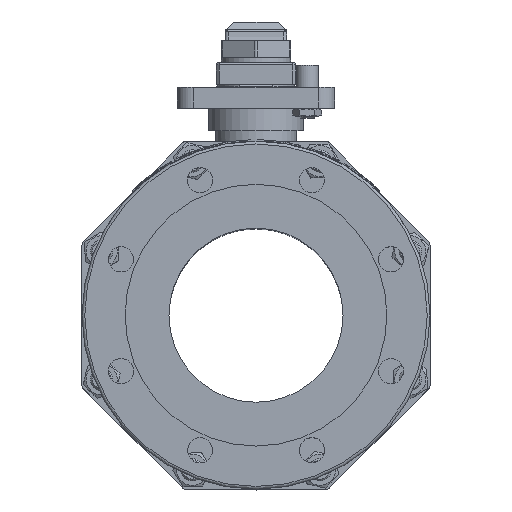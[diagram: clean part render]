
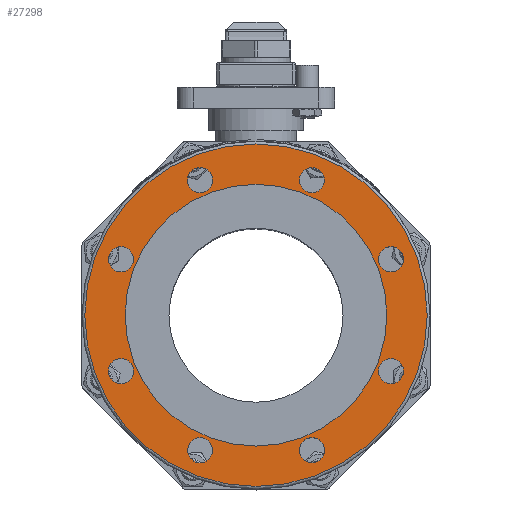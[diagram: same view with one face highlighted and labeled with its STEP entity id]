
A CAD part, top view. The second image highlights one B-rep face of the part: STEP entity #27298.
In plain terms, the highlighted planar face has unit normal (0, 0, 1).
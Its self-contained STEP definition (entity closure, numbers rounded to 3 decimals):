
#1966=FACE_BOUND('',#4791,.T.);
#1967=FACE_BOUND('',#4792,.T.);
#1968=FACE_BOUND('',#4793,.T.);
#1969=FACE_BOUND('',#4794,.T.);
#1970=FACE_BOUND('',#4795,.T.);
#1971=FACE_BOUND('',#4796,.T.);
#1972=FACE_BOUND('',#4797,.T.);
#1973=FACE_BOUND('',#4798,.T.);
#1974=FACE_BOUND('',#4799,.T.);
#3101=FACE_OUTER_BOUND('',#4790,.T.);
#4790=EDGE_LOOP('',(#20221));
#4791=EDGE_LOOP('',(#20222));
#4792=EDGE_LOOP('',(#20223));
#4793=EDGE_LOOP('',(#20224));
#4794=EDGE_LOOP('',(#20225));
#4795=EDGE_LOOP('',(#20226));
#4796=EDGE_LOOP('',(#20227));
#4797=EDGE_LOOP('',(#20228));
#4798=EDGE_LOOP('',(#20229));
#4799=EDGE_LOOP('',(#20230));
#9810=CIRCLE('',#28954,123.);
#9811=CIRCLE('',#28956,94.);
#9812=CIRCLE('',#28957,9.);
#9813=CIRCLE('',#28958,9.);
#9814=CIRCLE('',#28959,9.);
#9815=CIRCLE('',#28960,9.);
#9816=CIRCLE('',#28961,9.);
#9817=CIRCLE('',#28962,9.);
#9818=CIRCLE('',#28963,9.);
#9819=CIRCLE('',#28964,9.);
#11485=VERTEX_POINT('',#47864);
#11486=VERTEX_POINT('',#47867);
#11487=VERTEX_POINT('',#47869);
#11488=VERTEX_POINT('',#47871);
#11489=VERTEX_POINT('',#47873);
#11490=VERTEX_POINT('',#47875);
#11491=VERTEX_POINT('',#47877);
#11492=VERTEX_POINT('',#47879);
#11493=VERTEX_POINT('',#47881);
#11494=VERTEX_POINT('',#47883);
#14643=EDGE_CURVE('',#11485,#11485,#9810,.T.);
#14644=EDGE_CURVE('',#11486,#11486,#9811,.T.);
#14645=EDGE_CURVE('',#11487,#11487,#9812,.T.);
#14646=EDGE_CURVE('',#11488,#11488,#9813,.T.);
#14647=EDGE_CURVE('',#11489,#11489,#9814,.T.);
#14648=EDGE_CURVE('',#11490,#11490,#9815,.T.);
#14649=EDGE_CURVE('',#11491,#11491,#9816,.T.);
#14650=EDGE_CURVE('',#11492,#11492,#9817,.T.);
#14651=EDGE_CURVE('',#11493,#11493,#9818,.T.);
#14652=EDGE_CURVE('',#11494,#11494,#9819,.T.);
#20221=ORIENTED_EDGE('',*,*,#14643,.F.);
#20222=ORIENTED_EDGE('',*,*,#14644,.T.);
#20223=ORIENTED_EDGE('',*,*,#14645,.T.);
#20224=ORIENTED_EDGE('',*,*,#14646,.T.);
#20225=ORIENTED_EDGE('',*,*,#14647,.T.);
#20226=ORIENTED_EDGE('',*,*,#14648,.T.);
#20227=ORIENTED_EDGE('',*,*,#14649,.T.);
#20228=ORIENTED_EDGE('',*,*,#14650,.T.);
#20229=ORIENTED_EDGE('',*,*,#14651,.T.);
#20230=ORIENTED_EDGE('',*,*,#14652,.T.);
#24705=PLANE('',#28955);
#27298=ADVANCED_FACE('',(#3101,#1966,#1967,#1968,#1969,#1970,#1971,#1972,
#1973,#1974),#24705,.F.);
#28954=AXIS2_PLACEMENT_3D('',#47865,#32415,#32416);
#28955=AXIS2_PLACEMENT_3D('',#47866,#32417,#32418);
#28956=AXIS2_PLACEMENT_3D('',#47868,#32419,#32420);
#28957=AXIS2_PLACEMENT_3D('',#47870,#32421,#32422);
#28958=AXIS2_PLACEMENT_3D('',#47872,#32423,#32424);
#28959=AXIS2_PLACEMENT_3D('',#47874,#32425,#32426);
#28960=AXIS2_PLACEMENT_3D('',#47876,#32427,#32428);
#28961=AXIS2_PLACEMENT_3D('',#47878,#32429,#32430);
#28962=AXIS2_PLACEMENT_3D('',#47880,#32431,#32432);
#28963=AXIS2_PLACEMENT_3D('',#47882,#32433,#32434);
#28964=AXIS2_PLACEMENT_3D('',#47884,#32435,#32436);
#32415=DIRECTION('center_axis',(0.,0.,-1.));
#32416=DIRECTION('ref_axis',(1.,0.,0.));
#32417=DIRECTION('center_axis',(0.,0.,-1.));
#32418=DIRECTION('ref_axis',(-1.,0.,0.));
#32419=DIRECTION('center_axis',(0.,0.,-1.));
#32420=DIRECTION('ref_axis',(1.,0.,0.));
#32421=DIRECTION('center_axis',(0.,0.,-1.));
#32422=DIRECTION('ref_axis',(1.,0.,0.));
#32423=DIRECTION('center_axis',(0.,0.,-1.));
#32424=DIRECTION('ref_axis',(0.707,-0.707,0.));
#32425=DIRECTION('center_axis',(0.,0.,-1.));
#32426=DIRECTION('ref_axis',(0.,-1.,0.));
#32427=DIRECTION('center_axis',(0.,0.,-1.));
#32428=DIRECTION('ref_axis',(-0.707,-0.707,0.));
#32429=DIRECTION('center_axis',(0.,0.,-1.));
#32430=DIRECTION('ref_axis',(-1.,0.,0.));
#32431=DIRECTION('center_axis',(0.,0.,-1.));
#32432=DIRECTION('ref_axis',(-0.707,0.707,0.));
#32433=DIRECTION('center_axis',(0.,0.,-1.));
#32434=DIRECTION('ref_axis',(0.,1.,0.));
#32435=DIRECTION('center_axis',(0.,0.,-1.));
#32436=DIRECTION('ref_axis',(0.707,0.707,0.));
#47864=CARTESIAN_POINT('',(-123.,0.,322.));
#47865=CARTESIAN_POINT('Origin',(0.,0.,322.));
#47866=CARTESIAN_POINT('Origin',(0.,0.,
322.));
#47867=CARTESIAN_POINT('',(-94.,0.,322.));
#47868=CARTESIAN_POINT('Origin',(0.,0.,322.));
#47869=CARTESIAN_POINT('',(-106.007,40.182,322.));
#47870=CARTESIAN_POINT('Origin',(-97.007,40.182,322.));
#47871=CARTESIAN_POINT('',(-46.546,103.371,322.));
#47872=CARTESIAN_POINT('Origin',(-40.182,97.007,322.));
#47873=CARTESIAN_POINT('',(40.182,106.007,322.));
#47874=CARTESIAN_POINT('Origin',(40.182,97.007,322.));
#47875=CARTESIAN_POINT('',(103.371,46.546,322.));
#47876=CARTESIAN_POINT('Origin',(97.007,40.182,322.));
#47877=CARTESIAN_POINT('',(106.007,-40.182,322.));
#47878=CARTESIAN_POINT('Origin',(97.007,-40.182,322.));
#47879=CARTESIAN_POINT('',(46.546,-103.371,322.));
#47880=CARTESIAN_POINT('Origin',(40.182,-97.007,322.));
#47881=CARTESIAN_POINT('',(-40.182,-106.007,322.));
#47882=CARTESIAN_POINT('Origin',(-40.182,-97.007,322.));
#47883=CARTESIAN_POINT('',(-103.371,-46.546,322.));
#47884=CARTESIAN_POINT('Origin',(-97.007,-40.182,322.));
